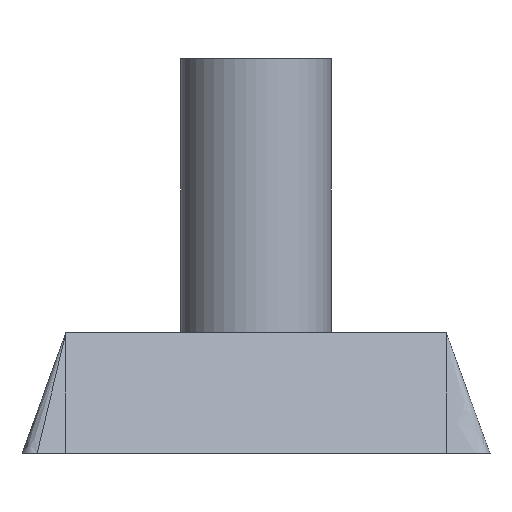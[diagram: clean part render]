
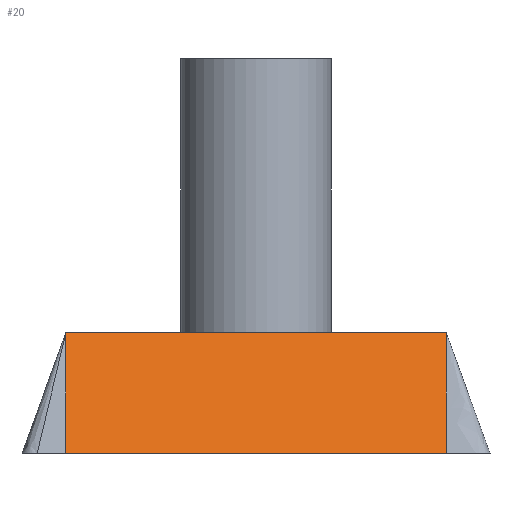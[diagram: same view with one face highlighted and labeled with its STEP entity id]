
A CAD part, front view. The second image highlights one B-rep face of the part: STEP entity #20.
In plain terms, the highlighted free-form (B-spline) face has degree [2, 1] with [3, 2] control points.
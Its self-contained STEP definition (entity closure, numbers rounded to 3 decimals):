
#20=ADVANCED_FACE('',(#47),#652,.T.);
#47=FACE_OUTER_BOUND('',#71,.T.);
#71=EDGE_LOOP('',(#109,#110,#111,#112));
#109=ORIENTED_EDGE('',*,*,#526,.F.);
#110=ORIENTED_EDGE('',*,*,#530,.T.);
#111=ORIENTED_EDGE('',*,*,#531,.T.);
#112=ORIENTED_EDGE('',*,*,#532,.T.);
#195=B_SPLINE_CURVE_WITH_KNOTS('',1,(#1239,#1240),.UNSPECIFIED.,.F.,.F.,
(2,2),(-27.088,-1.912),.UNSPECIFIED.);
#199=B_SPLINE_CURVE_WITH_KNOTS('',1,(#1660,#1661),.UNSPECIFIED.,.F.,.F.,
(2,2),(-27.088,-1.912),.UNSPECIFIED.);
#200=B_SPLINE_CURVE_WITH_KNOTS('',1,(#1664,#1665),.UNSPECIFIED.,.F.,.F.,
(2,2),(0.,8.515),.UNSPECIFIED.);
#201=B_SPLINE_CURVE_WITH_KNOTS('',1,(#1669,#1670),.UNSPECIFIED.,.F.,.F.,
(2,2),(-27.088,-1.912),.UNSPECIFIED.);
#202=B_SPLINE_CURVE_WITH_KNOTS('',1,(#1673,#1674),.UNSPECIFIED.,.F.,.F.,
(2,2),(-8.515,0.),.UNSPECIFIED.);
#205=B_SPLINE_CURVE_WITH_KNOTS('',1,(#1681,#1682),.UNSPECIFIED.,.F.,.F.,
(2,2),(0.,8.515),.UNSPECIFIED.);
#228=B_SPLINE_CURVE_WITH_KNOTS('',1,(#1748,#1749),.UNSPECIFIED.,.F.,.F.,
(2,2),(-8.515,0.),.UNSPECIFIED.);
#286=PCURVE('',#670,#382);
#290=PCURVE('',#652,#386);
#291=PCURVE('',#652,#387);
#292=PCURVE('',#652,#388);
#293=PCURVE('',#652,#389);
#296=PCURVE('',#653,#392);
#319=PCURVE('',#660,#415);
#321=PCURVE('',#671,#417);
#382=DEFINITIONAL_REPRESENTATION('',(#580),#3261);
#386=DEFINITIONAL_REPRESENTATION('',(#199),#3261);
#387=DEFINITIONAL_REPRESENTATION('',(#200),#3261);
#388=DEFINITIONAL_REPRESENTATION('',(#201),#3261);
#389=DEFINITIONAL_REPRESENTATION('',(#202),#3261);
#392=DEFINITIONAL_REPRESENTATION('',(#205),#3261);
#415=DEFINITIONAL_REPRESENTATION('',(#228),#3261);
#417=DEFINITIONAL_REPRESENTATION('',(#597),#3261);
#478=SURFACE_CURVE('',#195,(#286,#290),.PCURVE_S1.);
#482=SURFACE_CURVE('',#584,(#291,#296),.PCURVE_S1.);
#483=SURFACE_CURVE('',#585,(#292,#321),.PCURVE_S1.);
#484=SURFACE_CURVE('',#586,(#293,#319),.PCURVE_S1.);
#526=EDGE_CURVE('',#629,#630,#478,.T.);
#530=EDGE_CURVE('',#629,#626,#482,.T.);
#531=EDGE_CURVE('',#626,#625,#483,.T.);
#532=EDGE_CURVE('',#625,#630,#484,.T.);
#580=(
BOUNDED_CURVE()
B_SPLINE_CURVE(2,(#1241,#1242,#1243),.UNSPECIFIED.,.F.,.F.)
B_SPLINE_CURVE_WITH_KNOTS((3,3),(-27.088,-1.912),
 .UNSPECIFIED.)
CURVE()
GEOMETRIC_REPRESENTATION_ITEM()
RATIONAL_B_SPLINE_CURVE((1.,1.,1.))
REPRESENTATION_ITEM('')
);
#584=(
BOUNDED_CURVE()
B_SPLINE_CURVE(1,(#1662,#1663),.UNSPECIFIED.,.F.,.F.)
B_SPLINE_CURVE_WITH_KNOTS((2,2),(0.,8.515),.UNSPECIFIED.)
CURVE()
GEOMETRIC_REPRESENTATION_ITEM()
RATIONAL_B_SPLINE_CURVE((1.,1.))
REPRESENTATION_ITEM('')
);
#585=(
BOUNDED_CURVE()
B_SPLINE_CURVE(2,(#1666,#1667,#1668),.UNSPECIFIED.,.F.,.F.)
B_SPLINE_CURVE_WITH_KNOTS((3,3),(-27.088,-1.912),
 .UNSPECIFIED.)
CURVE()
GEOMETRIC_REPRESENTATION_ITEM()
RATIONAL_B_SPLINE_CURVE((1.,1.,1.))
REPRESENTATION_ITEM('')
);
#586=(
BOUNDED_CURVE()
B_SPLINE_CURVE(1,(#1671,#1672),.UNSPECIFIED.,.F.,.F.)
B_SPLINE_CURVE_WITH_KNOTS((2,2),(-8.515,0.),.UNSPECIFIED.)
CURVE()
GEOMETRIC_REPRESENTATION_ITEM()
RATIONAL_B_SPLINE_CURVE((1.,1.))
REPRESENTATION_ITEM('')
);
#597=(
BOUNDED_CURVE()
B_SPLINE_CURVE(2,(#1752,#1753,#1754),.UNSPECIFIED.,.F.,.F.)
B_SPLINE_CURVE_WITH_KNOTS((3,3),(-27.088,-1.912),
 .UNSPECIFIED.)
CURVE()
GEOMETRIC_REPRESENTATION_ITEM()
RATIONAL_B_SPLINE_CURVE((1.,1.,1.))
REPRESENTATION_ITEM('')
);
#625=VERTEX_POINT('',#837);
#626=VERTEX_POINT('',#838);
#629=VERTEX_POINT('',#841);
#630=VERTEX_POINT('',#842);
#652=(
BOUNDED_SURFACE()
B_SPLINE_SURFACE(2,1,((#708,#709),(#710,#711),(#712,#713)),
 .UNSPECIFIED.,.F.,.F.,.F.)
B_SPLINE_SURFACE_WITH_KNOTS((3,3),(2,2),(1.912,27.088),
(0.,8.515),.UNSPECIFIED.)
GEOMETRIC_REPRESENTATION_ITEM()
RATIONAL_B_SPLINE_SURFACE(((1.,1.),(1.,1.),(1.,1.)))
REPRESENTATION_ITEM('')
SURFACE()
);
#653=(
BOUNDED_SURFACE()
B_SPLINE_SURFACE(2,1,((#714,#715),(#716,#717),(#718,#719),(#720,#721),(#722,
#723),(#724,#725),(#726,#727)),.UNSPECIFIED.,.F.,.F.,.F.)
B_SPLINE_SURFACE_WITH_KNOTS((3,2,2,3),(2,2),(27.088,29.,30.571,
32.483),(0.,8.515),.UNSPECIFIED.)
GEOMETRIC_REPRESENTATION_ITEM()
RATIONAL_B_SPLINE_SURFACE(((1.,1.),(1.,1.),(1.,1.),(0.707,0.707),
(1.,1.),(1.,1.),(1.,1.)))
REPRESENTATION_ITEM('')
SURFACE()
);
#660=(
BOUNDED_SURFACE()
B_SPLINE_SURFACE(2,1,((#784,#785),(#786,#787),(#788,#789)),
 .UNSPECIFIED.,.F.,.F.,.F.)
B_SPLINE_SURFACE_WITH_KNOTS((3,3),(2,2),(0.,1.912),(0.,8.515),
 .UNSPECIFIED.)
GEOMETRIC_REPRESENTATION_ITEM()
RATIONAL_B_SPLINE_SURFACE(((1.,1.),(1.,1.),(1.,1.)))
REPRESENTATION_ITEM('')
SURFACE()
);
#670=B_SPLINE_SURFACE_WITH_KNOTS('',1,1,((#704,#705),(#706,#707)),
 .UNSPECIFIED.,.F.,.F.,.F.,(2,2),(2,2),(0.,17.),(-1.,30.),.UNSPECIFIED.);
#671=B_SPLINE_SURFACE_WITH_KNOTS('',1,1,((#790,#791),(#792,#793)),
 .UNSPECIFIED.,.F.,.F.,.F.,(2,2),(2,2),(0.,25.176),
(0.,11.176),.UNSPECIFIED.);
#704=CARTESIAN_POINT('',(-15.5,-8.5,-8.001));
#705=CARTESIAN_POINT('',(15.5,-8.5,-8.001));
#706=CARTESIAN_POINT('',(-15.5,8.5,-8.001));
#707=CARTESIAN_POINT('',(15.5,8.5,-8.001));
#708=CARTESIAN_POINT('',(-12.588,-8.5,-8.001));
#709=CARTESIAN_POINT('',(-12.588,-5.588,0.));
#710=CARTESIAN_POINT('',(0.,-8.5,-8.001));
#711=CARTESIAN_POINT('',(0.,-5.588,0.));
#712=CARTESIAN_POINT('',(12.588,-8.5,-8.001));
#713=CARTESIAN_POINT('',(12.588,-5.588,0.));
#714=CARTESIAN_POINT('',(12.588,-8.5,-8.001));
#715=CARTESIAN_POINT('',(12.588,-5.588,0.));
#716=CARTESIAN_POINT('',(13.544,-8.5,-8.001));
#717=CARTESIAN_POINT('',(12.588,-5.588,0.));
#718=CARTESIAN_POINT('',(14.5,-8.5,-8.001));
#719=CARTESIAN_POINT('',(12.588,-5.588,0.));
#720=CARTESIAN_POINT('',(15.5,-8.5,-8.001));
#721=CARTESIAN_POINT('',(12.588,-5.588,0.));
#722=CARTESIAN_POINT('',(15.5,-7.5,-8.001));
#723=CARTESIAN_POINT('',(12.588,-5.588,0.));
#724=CARTESIAN_POINT('',(15.5,-6.544,-8.001));
#725=CARTESIAN_POINT('',(12.588,-5.588,0.));
#726=CARTESIAN_POINT('',(15.5,-5.588,-8.001));
#727=CARTESIAN_POINT('',(12.588,-5.588,0.));
#784=CARTESIAN_POINT('',(-14.5,-8.5,-8.001));
#785=CARTESIAN_POINT('',(-12.588,-5.588,0.));
#786=CARTESIAN_POINT('',(-13.544,-8.5,-8.001));
#787=CARTESIAN_POINT('',(-12.588,-5.588,0.));
#788=CARTESIAN_POINT('',(-12.588,-8.5,-8.001));
#789=CARTESIAN_POINT('',(-12.588,-5.588,0.));
#790=CARTESIAN_POINT('',(-12.588,-5.588,0.));
#791=CARTESIAN_POINT('',(-12.588,5.588,0.));
#792=CARTESIAN_POINT('',(12.588,-5.588,0.));
#793=CARTESIAN_POINT('',(12.588,5.588,0.));
#837=CARTESIAN_POINT('',(-12.588,-5.588,0.));
#838=CARTESIAN_POINT('',(12.588,-5.588,0.));
#841=CARTESIAN_POINT('',(12.588,-8.5,-8.001));
#842=CARTESIAN_POINT('',(-12.588,-8.5,-8.001));
#1239=CARTESIAN_POINT('',(12.588,-8.5,-8.001));
#1240=CARTESIAN_POINT('',(-12.588,-8.5,-8.001));
#1241=CARTESIAN_POINT('',(0.,27.088));
#1242=CARTESIAN_POINT('',(0.,14.5));
#1243=CARTESIAN_POINT('',(0.,1.912));
#1660=CARTESIAN_POINT('',(27.088,0.));
#1661=CARTESIAN_POINT('',(1.912,0.));
#1662=CARTESIAN_POINT('',(12.588,-8.5,-8.001));
#1663=CARTESIAN_POINT('',(12.588,-5.588,0.));
#1664=CARTESIAN_POINT('',(27.088,0.));
#1665=CARTESIAN_POINT('',(27.088,8.515));
#1666=CARTESIAN_POINT('',(12.588,-5.588,0.));
#1667=CARTESIAN_POINT('',(0.,-5.588,0.));
#1668=CARTESIAN_POINT('',(-12.588,-5.588,0.));
#1669=CARTESIAN_POINT('',(27.088,8.515));
#1670=CARTESIAN_POINT('',(1.912,8.515));
#1671=CARTESIAN_POINT('',(-12.588,-5.588,0.));
#1672=CARTESIAN_POINT('',(-12.588,-8.5,-8.001));
#1673=CARTESIAN_POINT('',(1.912,8.515));
#1674=CARTESIAN_POINT('',(1.912,0.));
#1681=CARTESIAN_POINT('',(27.088,0.));
#1682=CARTESIAN_POINT('',(27.088,8.515));
#1748=CARTESIAN_POINT('',(1.912,8.515));
#1749=CARTESIAN_POINT('',(1.912,0.));
#1752=CARTESIAN_POINT('',(25.176,0.));
#1753=CARTESIAN_POINT('',(12.588,0.));
#1754=CARTESIAN_POINT('',(0.,0.));
#3261=(
GEOMETRIC_REPRESENTATION_CONTEXT(2)
PARAMETRIC_REPRESENTATION_CONTEXT()
REPRESENTATION_CONTEXT('pspace','')
);
